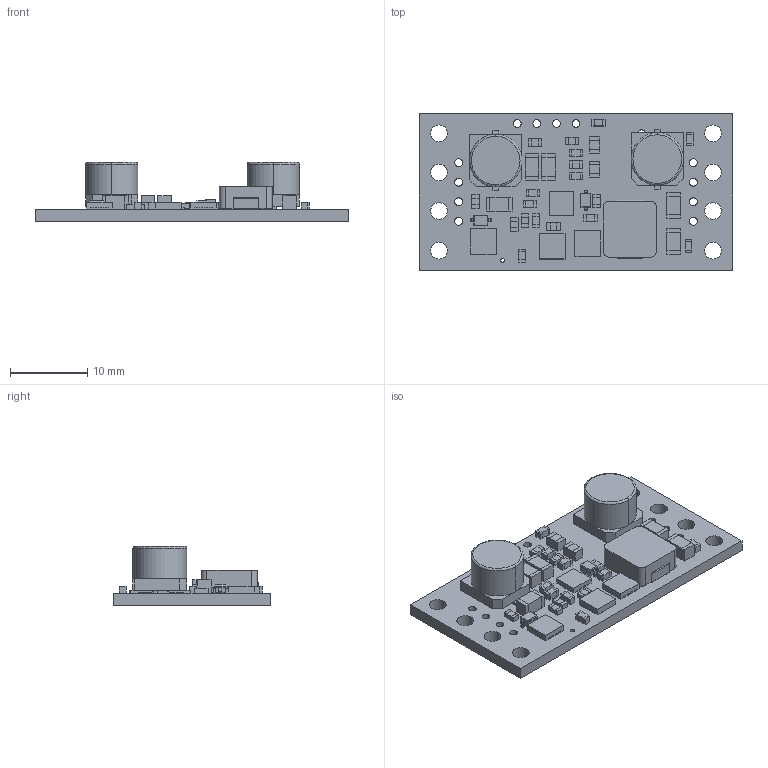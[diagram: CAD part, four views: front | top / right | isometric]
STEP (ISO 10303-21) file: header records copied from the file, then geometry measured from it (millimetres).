
FILE_DESCRIPTION (( 'STEP AP214' ), '1' );
FILE_NAME ('pololu-5v-xa-step-down-voltage-regulator-d24vxf5-step.step', '2018-09-20T22:25:37', ( '' ), ( '' ), 'SwSTEP 2.0', 'SolidWorks 2016', '' );
FILE_SCHEMA (( 'AUTOMOTIVE_DESIGN' ));
Length unit declared in the file: millimetre
Products named in the file (1): pololu-5v-xa-step-down-voltage-regulator-d24vxf5-step
Bounding box: 40.64 x 20.32 x 7.67 mm (x, y, z)
Volume: 1949.8 mm3; surface area: 2836.3 mm2
Topology: 1 solids, 1 shells, 1155 faces, 3176 edges, 2062 vertices
Faces by surface type: plane 907, bspline 148, cylinder 96, torus 4
Entity records: 54147 total; most frequent: CARTESIAN_POINT 12932, ORIENTED_EDGE 6352, DIRECTION 4998, EDGE_CURVE 3176, LINE 2574, VECTOR 2574, VERTEX_POINT 2062, EDGE_LOOP 1306
